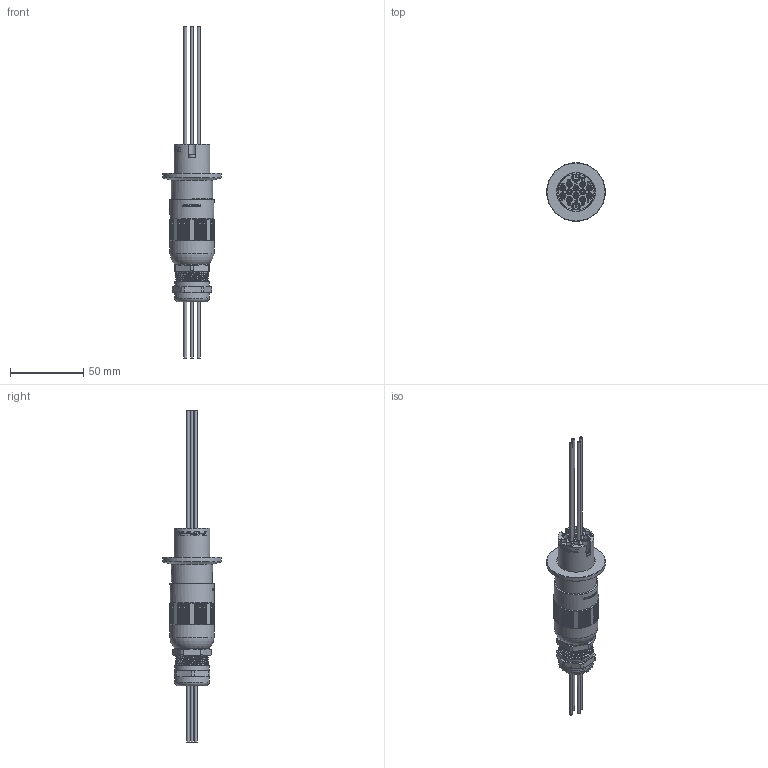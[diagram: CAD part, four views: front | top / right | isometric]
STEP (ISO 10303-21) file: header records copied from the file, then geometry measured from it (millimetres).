
FILE_DESCRIPTION (( 'STEP AP214' ), '1' );
FILE_NAME ('外发模型(带插头+护线筒)-S-KF25-1216.STEP', '2024-08-27T08:06:03', ( '' ), ( '' ), 'SwSTEP 2.0', 'SolidWorks 2020', '' );
FILE_SCHEMA (( 'AUTOMOTIVE_DESIGN' ));
Length unit declared in the file: millimetre
Products named in the file (21): 俋楷耀倰-Z-XF-12P16-AIR-PPS; 萇盄囀郋-1.5; 俋楷耀倰-XF-12P16-AIR-PPS; 誘盄芠蹟簽-LT14-PG16; 俋楷耀倰-CFG-1615; 俋楷耀倰-CFG+萇盄-1.5; M3-16-4 - 坋趼芛; 囀郋躇猾杶 10-14; 俋楷耀倰-Z-XF-12P16-VAC-PPS; 外发模型(带插头+护线筒)-S-KF25-1216; 外发模型-母针卡爪-1615; 萇盄蝶々-1.5; 誘盄芠俋褲-CPC-M28D14; NDL-D16L190; 俋楷耀倰-BLANK-CFG-1615; 俋楷耀倰-FL-S-KF25-1216-L75-L85; 囀郋彶踡蛈 10-14; 誘盄芠-CPC-M28D14; 誘盄芠囀郋-FTL14-M20NX; 俋楷耀倰-S-KF25-1216-L75-L85; 俋楷耀倰-XF-12P16-VAC-PPS
Assembly tree (41 placements, depth 5):
  外发模型(带插头+护线筒)-S-KF25-1216
    俋楷耀倰-S-KF25-1216-L75-L85
      俋楷耀倰-FL-S-KF25-1216-L75-L85
      NDL-D16L190  x12
    俋楷耀倰-Z-XF-12P16-VAC-PPS
      俋楷耀倰-XF-12P16-VAC-PPS
      M3-16-4 - 坋趼芛  x2
      俋楷耀倰-CFG+萇盄-1.5  x4
        萇盄蝶々-1.5
        萇盄囀郋-1.5
        俋楷耀倰-CFG-1615
          俋楷耀倰-BLANK-CFG-1615
          外发模型-母针卡爪-1615
    俋楷耀倰-Z-XF-12P16-AIR-PPS
      俋楷耀倰-XF-12P16-AIR-PPS
      M3-16-4 - 坋趼芛  x2
      俋楷耀倰-CFG+萇盄-1.5  x4
        萇盄蝶々-1.5
        萇盄囀郋-1.5
        俋楷耀倰-CFG-1615
          俋楷耀倰-BLANK-CFG-1615
          外发模型-母针卡爪-1615
    誘盄芠-CPC-M28D14
      誘盄芠俋褲-CPC-M28D14
      誘盄芠囀郋-FTL14-M20NX
        誘盄芠蹟簽-LT14-PG16
        囀郋躇猾杶 10-14
        囀郋彶踡蛈 10-14
Bounding box: 40 x 40 x 226.3 mm (x, y, z)
Volume: 43601.3 mm3; surface area: 55408 mm2
Topology: 71 solids, 71 shells, 1413 faces, 3842 edges, 2776 vertices
Faces by surface type: plane 803, cylinder 421, bspline 88, cone 56, torus 45
Full cylindrical faces by diameter (mm): 0.6 x8, 1.38 x16, 1.56 x12, 1.6 x20, 1.8 x4, 1.98 x8, 2 x8, 2.3 x8, 2.5 x60, 2.7 x8, 2.8 x32, 3.4 x8, 3.5 x12, 4.1 x24, 4.5 x4, 14.2 x2, 14.5 x1, 17.4 x2, 19.2 x1, 19.3 x1, 19.7 x1, 20 x1, 23.7 x3, 24.5 x2, 26.2 x1, 26.5 x1, 28 x4, 28.5 x1, 30 x2, 40 x1
Entity records: 55081 total; most frequent: CARTESIAN_POINT 31330, ORIENTED_EDGE 5310, DIRECTION 3740, EDGE_CURVE 2655, VERTEX_POINT 2097, AXIS2_PLACEMENT_3D 1454, EDGE_LOOP 1262, B_SPLINE_CURVE_WITH_KNOTS 1192
